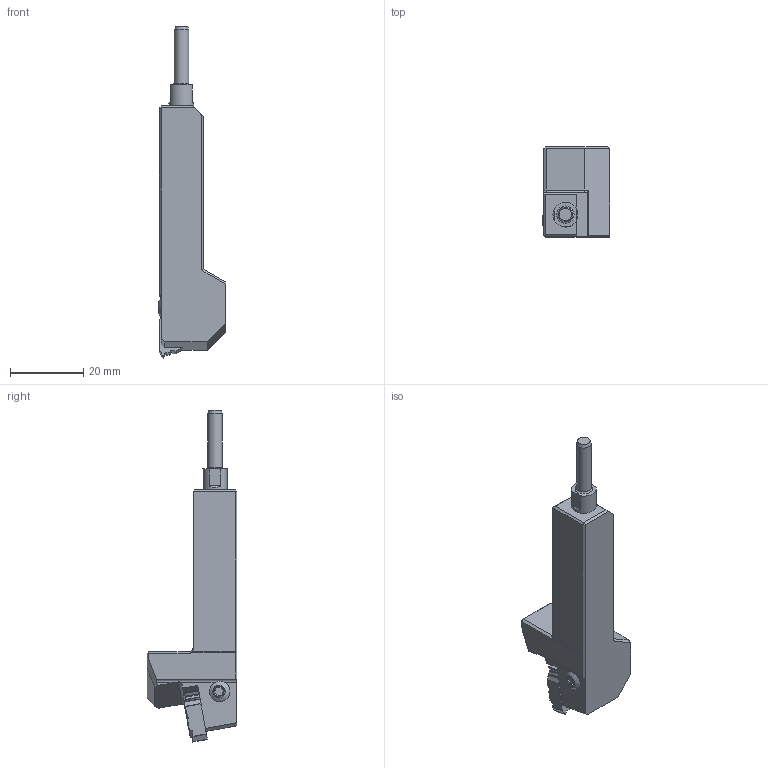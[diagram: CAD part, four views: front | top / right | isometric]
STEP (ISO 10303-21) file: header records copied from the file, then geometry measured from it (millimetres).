
FILE_DESCRIPTION(/* description */ (''),/* implementation_level */ '2;1');
FILE_NAME(/* name */ '1574661320756.stp',/* time_stamp */ '2019-11-25T11:25:31+06:00',/* author */ (''),/* organization */ ('SMS'),/* preprocessor_version */ 'ST-DEVELOPER v16.7',/* originating_system */ 'SIEMENS PLM Software NX 12.0',/* authorisation */ '');
FILE_SCHEMA (('AUTOMOTIVE_DESIGN { 1 0 10303 214 3 1 1 1 }'));
Length unit declared in the file: millimetre
Products named in the file (4): 202690723mod000_00; ASSEMBLY_CONSTRUCTION; 202177924mod000_00; 202177922mod000_00
Assembly tree (3 placements, depth 2):
  202177922mod000_00
    202177924mod000_00
    ASSEMBLY_CONSTRUCTION
    202690723mod000_00
Bounding box: 18.25 x 24.5 x 90.38 mm (x, y, z)
Volume: 13651.1 mm3; surface area: 5134 mm2
Topology: 2 solids, 2 shells, 215 faces, 580 edges, 377 vertices
Faces by surface type: plane 104, cylinder 62, extrusion 21, cone 10, bspline 10, torus 5, sphere 3
Full cylindrical faces by diameter (mm): 3.95 x1, 4.4 x2, 6.75 x1
Entity records: 8973 total; most frequent: CARTESIAN_POINT 3516, ORIENTED_EDGE 1116, DIRECTION 1068, EDGE_CURVE 558, VERTEX_POINT 363, VECTOR 360, AXIS2_PLACEMENT_3D 354, LINE 339
